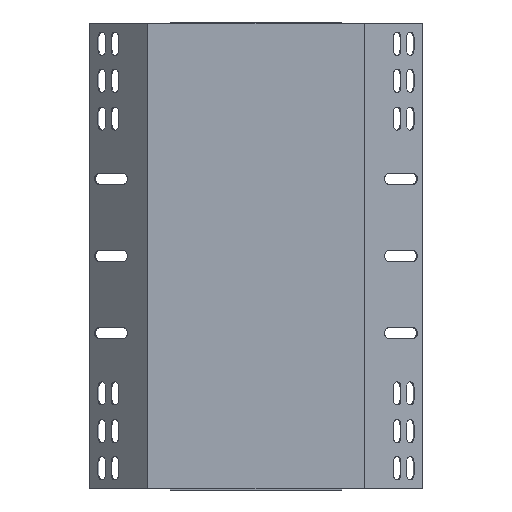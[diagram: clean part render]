
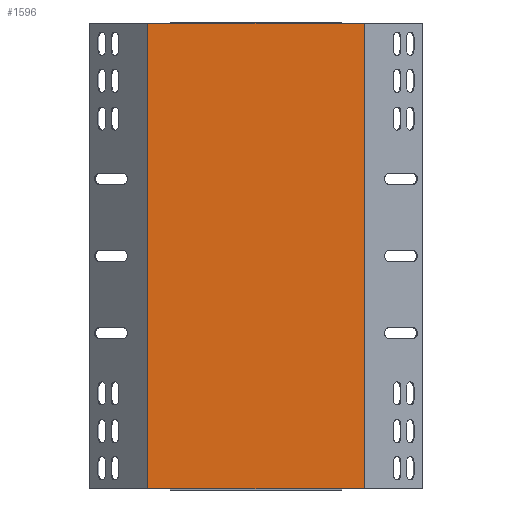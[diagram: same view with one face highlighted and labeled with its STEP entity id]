
A CAD part, front view. The second image highlights one B-rep face of the part: STEP entity #1596.
In plain terms, the highlighted planar face has unit normal (0, -1, 0).
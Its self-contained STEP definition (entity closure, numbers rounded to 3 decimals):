
#128 = CARTESIAN_POINT ( 'NONE',  ( 48.063, -23.927, -175.612 ) ) ;
#185 = CARTESIAN_POINT ( 'NONE',  ( -92.299, -23.927, -175.8 ) ) ;
#272 = ORIENTED_EDGE ( 'NONE', *, *, #2493, .F. ) ;
#570 = LINE ( 'NONE', #2459, #5271 ) ;
#721 = CARTESIAN_POINT ( 'NONE',  ( -93.203, -23.927, 125.8 ) ) ;
#839 = CARTESIAN_POINT ( 'NONE',  ( 48.063, -23.927, -175.8 ) ) ;
#896 = CARTESIAN_POINT ( 'NONE',  ( -91.968, -23.927, 125. ) ) ;
#1467 = VERTEX_POINT ( 'NONE', #839 ) ;
#1515 = CARTESIAN_POINT ( 'NONE',  ( -93.203, -23.927, -175.8 ) ) ;
#1548 = DIRECTION ( 'NONE',  ( 0., 0., 1. ) ) ;
#1551 = ORIENTED_EDGE ( 'NONE', *, *, #3838, .F. ) ;
#1596 = ADVANCED_FACE ( 'NONE', ( #3261 ), #5019, .F. ) ;
#1706 = VERTEX_POINT ( 'NONE', #185 ) ;
#1748 = VERTEX_POINT ( 'NONE', #3579 ) ;
#2058 = DIRECTION ( 'NONE',  ( 1., 0., 0. ) ) ;
#2294 = EDGE_CURVE ( 'NONE', #1467, #1748, #4623, .T. ) ;
#2361 = LINE ( 'NONE', #721, #5632 ) ;
#2375 = LINE ( 'NONE', #1515, #4316 ) ;
#2459 = CARTESIAN_POINT ( 'NONE',  ( -92.299, -23.927, -175.612 ) ) ;
#2493 = EDGE_CURVE ( 'NONE', #5182, #1748, #2361, .T. ) ;
#2693 = ORIENTED_EDGE ( 'NONE', *, *, #3355, .T. ) ;
#2877 = DIRECTION ( 'NONE',  ( 0., 0., 1. ) ) ;
#3261 = FACE_OUTER_BOUND ( 'NONE', #5395, .T. ) ;
#3355 = EDGE_CURVE ( 'NONE', #1706, #1467, #2375, .T. ) ;
#3579 = CARTESIAN_POINT ( 'NONE',  ( 48.063, -23.927, 125.8 ) ) ;
#3761 = CARTESIAN_POINT ( 'NONE',  ( -92.299, -23.927, 125.8 ) ) ;
#3810 = DIRECTION ( 'NONE',  ( 0., 0., 1. ) ) ;
#3838 = EDGE_CURVE ( 'NONE', #1706, #5182, #570, .T. ) ;
#3956 = AXIS2_PLACEMENT_3D ( 'NONE', #896, #5425, #2877 ) ;
#4038 = DIRECTION ( 'NONE',  ( 1., 0., 0. ) ) ;
#4316 = VECTOR ( 'NONE', #2058, 1000. ) ;
#4623 = LINE ( 'NONE', #128, #5576 ) ;
#4986 = ORIENTED_EDGE ( 'NONE', *, *, #2294, .T. ) ;
#5019 = PLANE ( 'NONE',  #3956 ) ;
#5182 = VERTEX_POINT ( 'NONE', #3761 ) ;
#5271 = VECTOR ( 'NONE', #3810, 1000. ) ;
#5395 = EDGE_LOOP ( 'NONE', ( #2693, #4986, #272, #1551 ) ) ;
#5425 = DIRECTION ( 'NONE',  ( 0., 1., 0. ) ) ;
#5576 = VECTOR ( 'NONE', #1548, 1000. ) ;
#5632 = VECTOR ( 'NONE', #4038, 1000. ) ;
